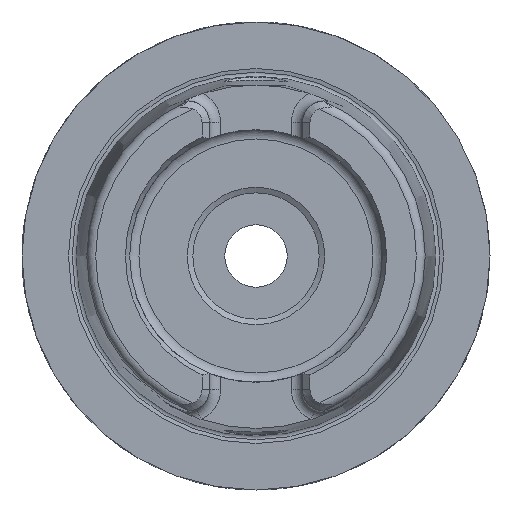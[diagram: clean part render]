
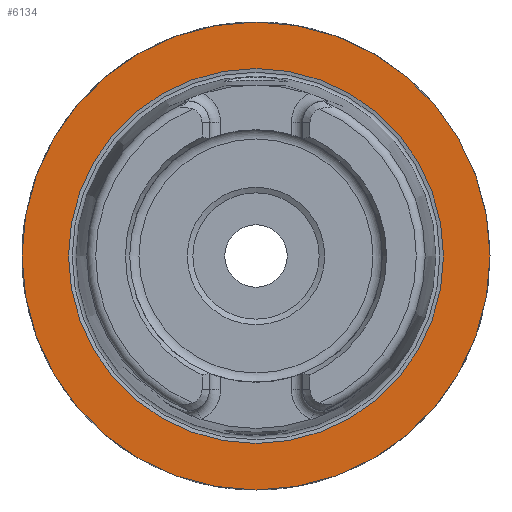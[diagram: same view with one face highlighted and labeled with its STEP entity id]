
A CAD part, left-side view. The second image highlights one B-rep face of the part: STEP entity #6134.
In plain terms, the highlighted planar face has unit normal (-1, 0, 0).
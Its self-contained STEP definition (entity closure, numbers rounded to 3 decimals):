
#2178=CARTESIAN_POINT('',(0.,31.5,0.0));
#2179=VERTEX_POINT('',#2178);
#2180=CARTESIAN_POINT('',(0.0,0.0,0.0));
#2181=DIRECTION('',(1.0,0.0,0.0));
#2182=DIRECTION('',(0.0,1.0,0.0));
#2183=AXIS2_PLACEMENT_3D('',#2180,#2181,#2182);
#2184=CIRCLE('',#2183,31.5);
#2185=EDGE_CURVE('',#2179,#2179,#2184,.T.);
#6076=CARTESIAN_POINT('',(0.,25.238,0.0));
#6077=VERTEX_POINT('',#6076);
#6078=CARTESIAN_POINT('',(0.,0.0,0.0));
#6079=DIRECTION('',(1.0,0.0,0.0));
#6080=DIRECTION('',(0.0,1.0,0.0));
#6081=AXIS2_PLACEMENT_3D('',#6078,#6079,#6080);
#6082=CIRCLE('',#6081,25.238);
#6083=EDGE_CURVE('',#6077,#6077,#6082,.T.);
#6123=CARTESIAN_POINT('',(0.,27.91,0.0));
#6124=DIRECTION('',(-1.0,0.0,0.0));
#6125=DIRECTION('',(0.0,0.0,1.0));
#6126=AXIS2_PLACEMENT_3D('',#6123,#6124,#6125);
#6127=PLANE('',#6126);
#6128=ORIENTED_EDGE('',*,*,#2185,.F.);
#6129=EDGE_LOOP('',(#6128));
#6130=FACE_OUTER_BOUND('',#6129,.T.);
#6131=ORIENTED_EDGE('',*,*,#6083,.T.);
#6132=EDGE_LOOP('',(#6131));
#6133=FACE_BOUND('',#6132,.T.);
#6134=ADVANCED_FACE('',(#6130,#6133),#6127,.T.);
